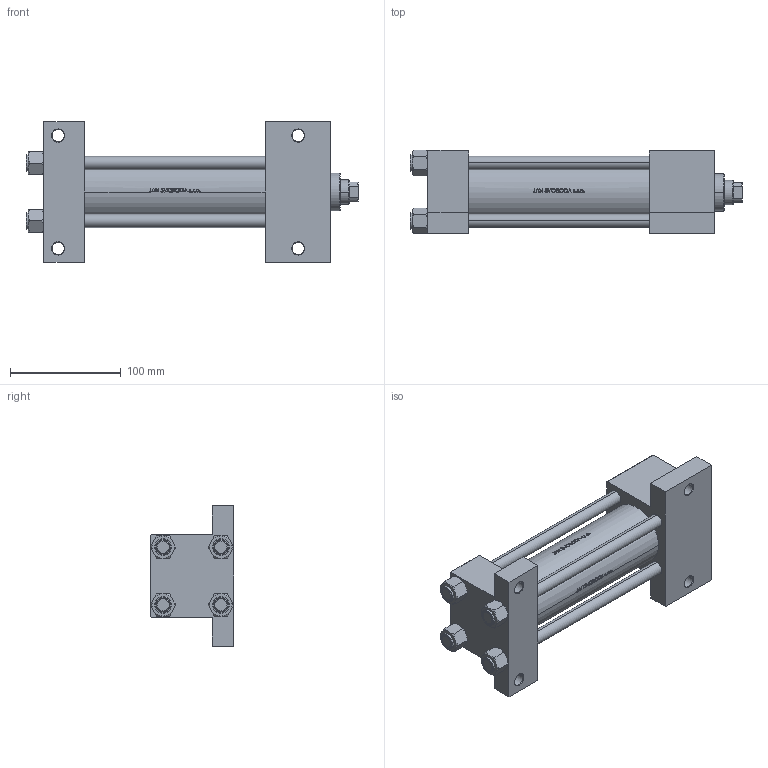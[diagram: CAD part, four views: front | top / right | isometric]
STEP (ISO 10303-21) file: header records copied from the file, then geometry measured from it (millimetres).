
FILE_DESCRIPTION (( 'STEP AP203' ), '1' );
FILE_NAME ('bf05.STEP', '2025-08-11T17:30:45', ( '' ), ( '' ), 'SwSTEP 2.0', 'SolidWorks 2019', '' );
FILE_SCHEMA (( 'CONFIG_CONTROL_DESIGN' ));
Length unit declared in the file: millimetre
Products named in the file (6): NUT_M5_G f15595fc2f155acdeee7d2c96b31c4da; bf05; V215_VC_A f15595fc2f155acdeee7d2c96b31c4da; V215CR_VCP_G f15595fc2f155acdeee7d2c96b31c4da; V215CR_G_Body f15595fc2f155acdeee7d2c96b31c4da; V215CR_G_TYCINKA f15595fc2f155acdeee7d2c96b31c4da
Assembly tree (11 placements, depth 2):
  bf05
    V215CR_G_Body f15595fc2f155acdeee7d2c96b31c4da
    V215CR_VCP_G f15595fc2f155acdeee7d2c96b31c4da
    V215CR_G_TYCINKA f15595fc2f155acdeee7d2c96b31c4da  x4
    NUT_M5_G f15595fc2f155acdeee7d2c96b31c4da  x4
    V215_VC_A f15595fc2f155acdeee7d2c96b31c4da
Bounding box: 300 x 75.54 x 127 mm (x, y, z)
Volume: 895616.6 mm3; surface area: 217420.7 mm2
Topology: 11 solids, 11 shells, 1088 faces, 2752 edges, 1767 vertices
Faces by surface type: plane 432, bspline 380, cone 144, cylinder 124, torus 8
Entity records: 47466 total; most frequent: CARTESIAN_POINT 25884, ORIENTED_EDGE 4996, DIRECTION 3040, EDGE_CURVE 2498, VERTEX_POINT 1623, LINE 1294, VECTOR 1294, EDGE_LOOP 1069
